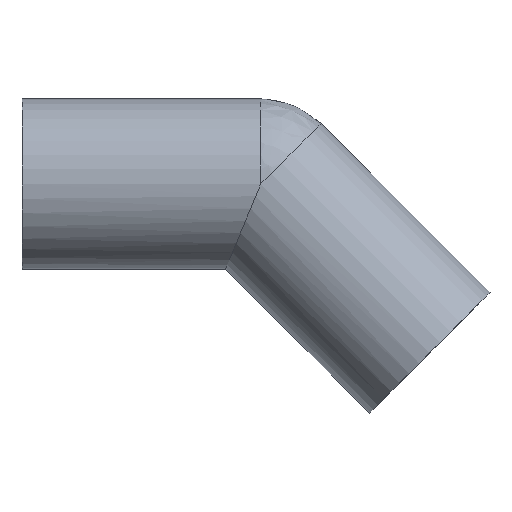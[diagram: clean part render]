
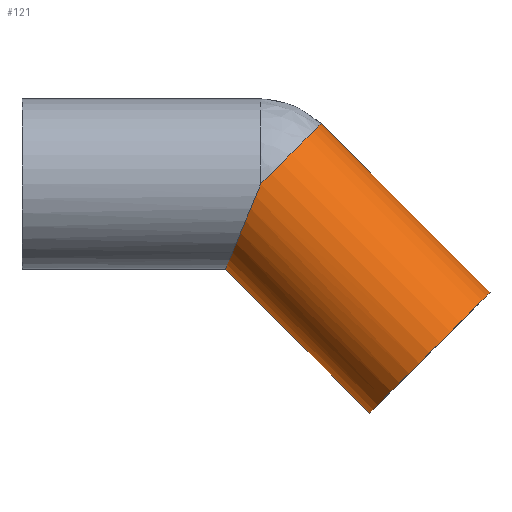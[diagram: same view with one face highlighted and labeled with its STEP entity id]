
A CAD part, top view. The second image highlights one B-rep face of the part: STEP entity #121.
In plain terms, the highlighted cylindrical face has radius 25 mm (diameter 50 mm), a partial arc.
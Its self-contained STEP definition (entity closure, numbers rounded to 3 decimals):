
#87 = EDGE_CURVE( '', #111, #147, #221, .T. );
#99 = VERTEX_POINT( '', #236 );
#101 = EDGE_CURVE( '', #111, #99, #238, .T. );
#111 = VERTEX_POINT( '', #249 );
#117 = EDGE_CURVE( '', #99, #167, #255, .T. );
#121 = ADVANCED_FACE( '', ( #259 ), #260, .T. );
#127 = VERTEX_POINT( '', #266 );
#147 = VERTEX_POINT( '', #287 );
#149 = EDGE_CURVE( '', #167, #127, #289, .T. );
#167 = VERTEX_POINT( '', #309 );
#185 = EDGE_CURVE( '', #147, #127, #332, .T. );
#221 = ELLIPSE( '', #360, 27.06, 25. );
#236 = CARTESIAN_POINT( '', ( 101.82, -67.175, 0. ) );
#238 = LINE( '', #380, #381 );
#249 = CARTESIAN_POINT( '', ( 59.645, -25., 0. ) );
#255 = CIRCLE( '', #403, 25. );
#259 = FACE_OUTER_BOUND( '', #407, .T. );
#260 = CYLINDRICAL_SURFACE( '', #408, 25. );
#266 = CARTESIAN_POINT( '', ( 87.678, 17.678, 0. ) );
#287 = CARTESIAN_POINT( '', ( 70., 0., 25. ) );
#289 = LINE( '', #445, #446 );
#309 = CARTESIAN_POINT( '', ( 137.175, -31.82, 0. ) );
#332 = CIRCLE( '', #500, 25. );
#360 = AXIS2_PLACEMENT_3D( '', #522, #523, #524 );
#380 = CARTESIAN_POINT( '', ( 77.071, -42.426, 0. ) );
#381 = VECTOR( '', #552, 1. );
#403 = AXIS2_PLACEMENT_3D( '', #569, #570, #571 );
#407 = EDGE_LOOP( '', ( #573, #574, #575, #576, #577 ) );
#408 = AXIS2_PLACEMENT_3D( '', #578, #579, #580 );
#445 = CARTESIAN_POINT( '', ( 112.426, -7.071, 0. ) );
#446 = VECTOR( '', #610, 1. );
#500 = AXIS2_PLACEMENT_3D( '', #673, #674, #675 );
#522 = CARTESIAN_POINT( '', ( 70., 0., 0. ) );
#523 = DIRECTION( '', ( -0.924, 0.383, 0. ) );
#524 = DIRECTION( '', ( 0.383, 0.924, 0. ) );
#552 = DIRECTION( '', ( 0.707, -0.707, 0. ) );
#569 = CARTESIAN_POINT( '', ( 119.497, -49.497, 0. ) );
#570 = DIRECTION( '', ( -0.707, 0.707, 0. ) );
#571 = DIRECTION( '', ( 0.707, 0.707, 0. ) );
#573 = ORIENTED_EDGE( '', *, *, #149, .T. );
#574 = ORIENTED_EDGE( '', *, *, #185, .F. );
#575 = ORIENTED_EDGE( '', *, *, #87, .F. );
#576 = ORIENTED_EDGE( '', *, *, #101, .T. );
#577 = ORIENTED_EDGE( '', *, *, #117, .T. );
#578 = CARTESIAN_POINT( '', ( 94.749, -24.749, 0. ) );
#579 = DIRECTION( '', ( 0.707, -0.707, 0. ) );
#580 = DIRECTION( '', ( 0.707, 0.707, 0. ) );
#610 = DIRECTION( '', ( -0.707, 0.707, 0. ) );
#673 = CARTESIAN_POINT( '', ( 70., 0., 0. ) );
#674 = DIRECTION( '', ( -0.707, 0.707, 0. ) );
#675 = DIRECTION( '', ( 0.707, 0.707, 0. ) );
